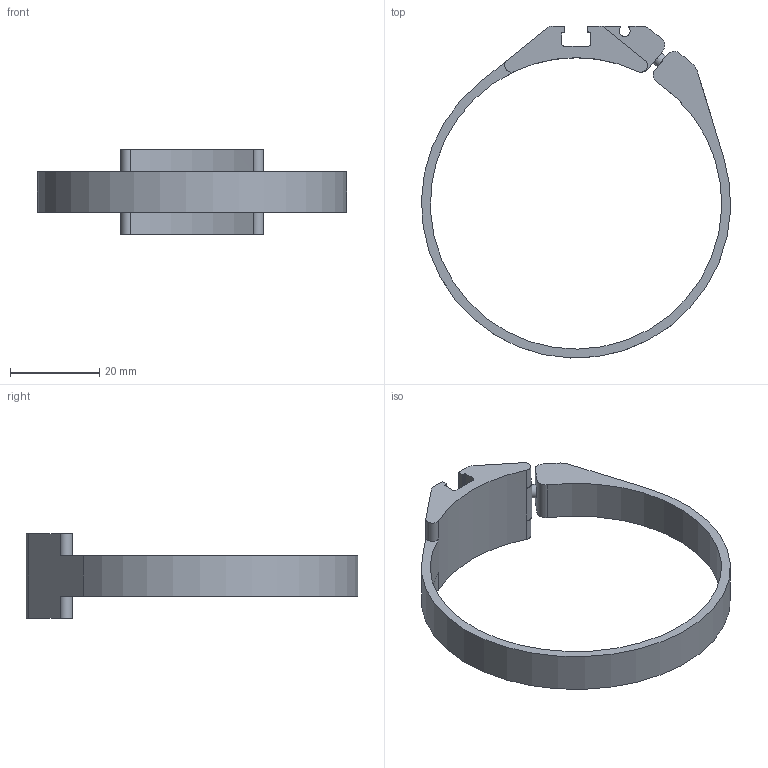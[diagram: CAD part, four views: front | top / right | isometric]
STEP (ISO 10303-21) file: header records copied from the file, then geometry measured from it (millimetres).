
FILE_DESCRIPTION(/* description */ ('STEP AP214'),/* implementation_level */ '2;1');
FILE_NAME(/* name */ '175100_SMBR-8-63',/* time_stamp */ '2024-09-10T14:57:17+02:00',/* author */ ('License CC BY-ND 4.0'),/* organization */ ('CADENAS'),/* preprocessor_version */ 'ST-DEVELOPER v19.3',/* originating_system */ 'PARTsolutions',/* authorisation */ ' ');
FILE_SCHEMA (('AUTOMOTIVE_DESIGN {1 0 10303 214 3 1 1}'));
Length unit declared in the file: millimetre
Products named in the file (1): 175100 SMBR-8-63
Bounding box: 69.35 x 74.48 x 19 mm (x, y, z)
Volume: 7212 mm3; surface area: 6572 mm2
Topology: 1 solids, 1 shells, 71 faces, 193 edges, 128 vertices
Faces by surface type: plane 35, cylinder 32, cone 3, torus 1
Full cylindrical faces by diameter (mm): 2.8 x1, 3 x2, 4.9 x1, 6.2 x1
Entity records: 2241 total; most frequent: CARTESIAN_POINT 428, DIRECTION 386, ORIENTED_EDGE 358, EDGE_CURVE 179, AXIS2_PLACEMENT_3D 146, VERTEX_POINT 123, LINE 94, VECTOR 94
